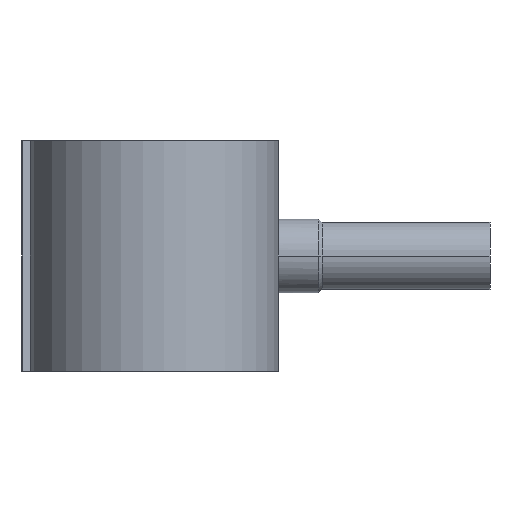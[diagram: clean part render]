
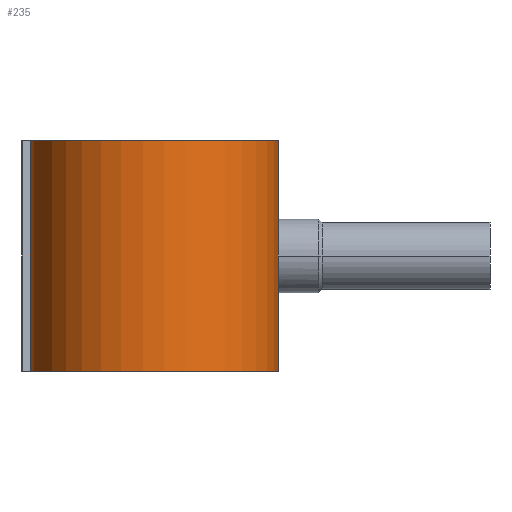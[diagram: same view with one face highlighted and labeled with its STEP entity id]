
A CAD part, front view. The second image highlights one B-rep face of the part: STEP entity #235.
In plain terms, the highlighted cylindrical face has radius 59.267 mm (diameter 118.533 mm), a partial arc.
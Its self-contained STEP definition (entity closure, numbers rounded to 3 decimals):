
#235 = ADVANCED_FACE( '', ( #665 ), #666, .T. );
#247 = VERTEX_POINT( '', #678 );
#381 = VERTEX_POINT( '', #828 );
#451 = VERTEX_POINT( '', #906 );
#473 = EDGE_CURVE( '', #247, #381, #930, .T. );
#507 = EDGE_CURVE( '', #451, #519, #968, .T. );
#519 = VERTEX_POINT( '', #981 );
#573 = EDGE_CURVE( '', #451, #381, #1042, .T. );
#621 = EDGE_CURVE( '', #519, #247, #1093, .T. );
#665 = FACE_OUTER_BOUND( '', #1134, .T. );
#666 = CYLINDRICAL_SURFACE( '', #1135, 59.267 );
#678 = CARTESIAN_POINT( '', ( 59.072, 4.8, -55. ) );
#828 = CARTESIAN_POINT( '', ( 59.072, 4.8, 55. ) );
#906 = CARTESIAN_POINT( '', ( -59.072, -4.8, 55. ) );
#930 = LINE( '', #1690, #1691 );
#968 = LINE( '', #1739, #1740 );
#981 = CARTESIAN_POINT( '', ( -59.072, -4.8, -55. ) );
#1042 = CIRCLE( '', #1904, 59.267 );
#1093 = CIRCLE( '', #2054, 59.267 );
#1134 = EDGE_LOOP( '', ( #2091, #2092, #2093, #2094 ) );
#1135 = AXIS2_PLACEMENT_3D( '', #2095, #2096, #2097 );
#1690 = CARTESIAN_POINT( '', ( 59.072, 4.8, 55. ) );
#1691 = VECTOR( '', #2393, 1. );
#1739 = CARTESIAN_POINT( '', ( -59.072, -4.8, 55. ) );
#1740 = VECTOR( '', #2446, 1. );
#1904 = AXIS2_PLACEMENT_3D( '', #2547, #2548, #2549 );
#2054 = AXIS2_PLACEMENT_3D( '', #2592, #2593, #2594 );
#2091 = ORIENTED_EDGE( '', *, *, #473, .T. );
#2092 = ORIENTED_EDGE( '', *, *, #573, .F. );
#2093 = ORIENTED_EDGE( '', *, *, #507, .T. );
#2094 = ORIENTED_EDGE( '', *, *, #621, .T. );
#2095 = CARTESIAN_POINT( '', ( 0., 0., 55. ) );
#2096 = DIRECTION( '', ( 0., 0., 1. ) );
#2097 = DIRECTION( '', ( -0.997, -0.081, 0. ) );
#2393 = DIRECTION( '', ( 0., 0., 1. ) );
#2446 = DIRECTION( '', ( 0., 0., -1. ) );
#2547 = CARTESIAN_POINT( '', ( 0., 0., 55. ) );
#2548 = DIRECTION( '', ( 0., 0., 1. ) );
#2549 = DIRECTION( '', ( -0.997, -0.081, 0. ) );
#2592 = CARTESIAN_POINT( '', ( 0., 0., -55. ) );
#2593 = DIRECTION( '', ( 0., 0., 1. ) );
#2594 = DIRECTION( '', ( -0.997, -0.081, 0. ) );
